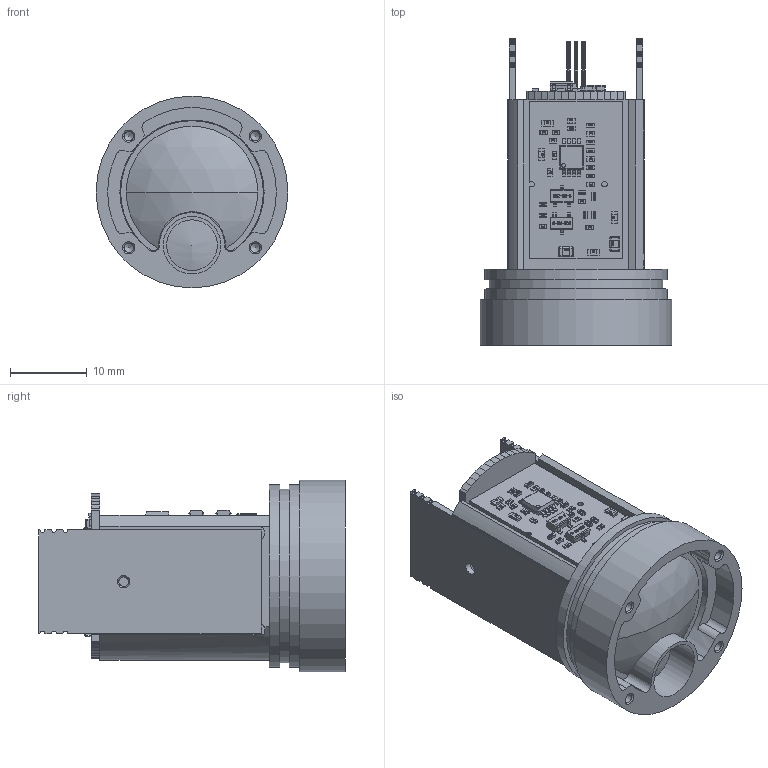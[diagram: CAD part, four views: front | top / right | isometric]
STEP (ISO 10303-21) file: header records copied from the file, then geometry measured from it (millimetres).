
FILE_DESCRIPTION(/* description */ (''),/* implementation_level */ '2;1');
FILE_NAME(/* name */ '905测距(客户版外径25，长度40).stp',/* time_stamp */ '2024-12-03T16:12:16+08:00',/* author */ (''),/* organization */ (''),/* preprocessor_version */ 'ST-DEVELOPER v16',/* originating_system */ 'SIEMENS PLM Software NX 10.0',/* authorisation */ '');
FILE_SCHEMA (('AUTOMOTIVE_DESIGN { 1 0 10303 214 3 1 1 1 }'));
Length unit declared in the file: millimetre
Products named in the file (1): Hyac3778800Awdkg
Bounding box: 25 x 40 x 25 mm (x, y, z)
Volume: 9976.9 mm3; surface area: 7654.6 mm2
Topology: 115 solids, 130 shells, 4996 faces, 12743 edges, 8368 vertices
Faces by surface type: plane 2527, bspline 1495, cylinder 739, sphere 217, cone 16, torus 2
Full cylindrical faces by diameter (mm): 0.5 x3, 0.7 x1, 1.25 x8, 1.6 x2, 3 x2, 6.6 x2, 7.5 x1, 22.6 x1, 23.8 x2, 25 x1
Entity records: 272484 total; most frequent: CARTESIAN_POINT 143689, ORIENTED_EDGE 24463, DIRECTION 17495, EDGE_CURVE 12253, LINE 7907, VECTOR 7907, VERTEX_POINT 7844, EDGE_LOOP 5347
